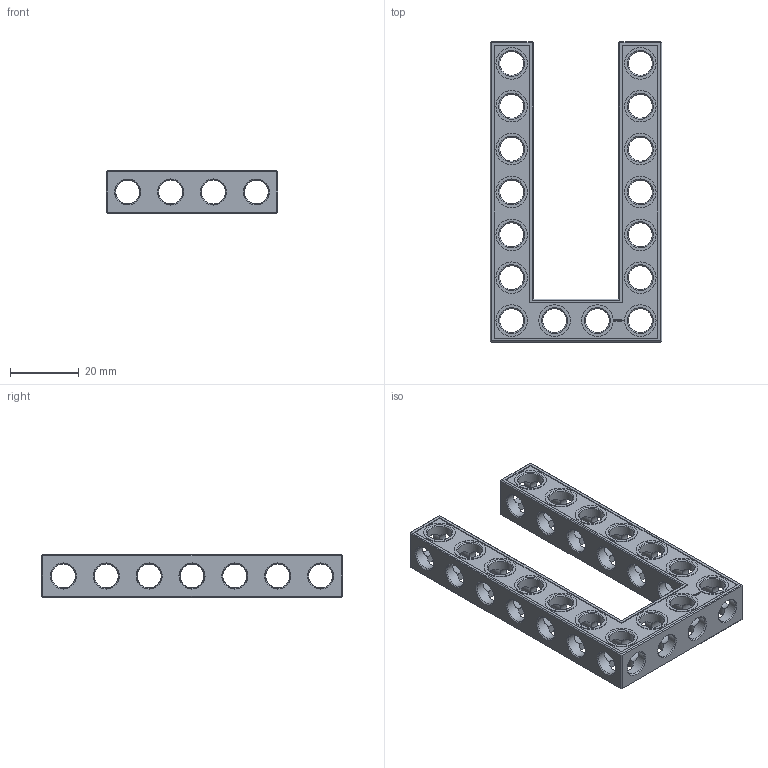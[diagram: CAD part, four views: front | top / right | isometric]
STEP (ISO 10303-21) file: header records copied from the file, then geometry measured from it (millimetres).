
FILE_DESCRIPTION(('FreeCAD Model'),'2;1');
FILE_NAME('Open CASCADE Shape Model','2022-02-23T00:23:30',( 'Paulo Kiefe'),('STEMFIE.org'),'Open CASCADE STEP processor 7.4', 'FreeCAD','Unknown');
FILE_SCHEMA(('AUTOMOTIVE_DESIGN { 1 0 10303 214 1 1 1 1 }'));
Products named in the file (1): Beam_AGD_ESS_USH_SYM_BU04x07x01_-_SPN-BEM-0325_(stemfie.org)
Bounding box: 50 x 87.5 x 12.5 mm (x, y, z)
Volume: 15636.2 mm3; surface area: 14082.3 mm2
Topology: 1 solids, 1 shells, 731 faces, 2126 edges, 1381 vertices
Faces by surface type: plane 392, extrusion 176, cylinder 97, cone 66
Full cylindrical faces by diameter (mm): 6.98 x16, 7 x65, 9.2 x16
Entity records: 111681 total; most frequent: CARTESIAN_POINT 71757, DIRECTION 6350, VECTOR 4566, LINE 4390, ORIENTED_EDGE 4252, PCURVE 4252, DEFINITIONAL_REPRESENTATION 4252, EDGE_CURVE 2126
